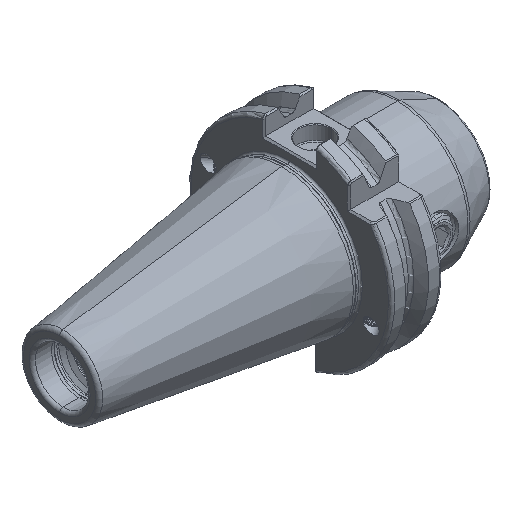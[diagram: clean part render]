
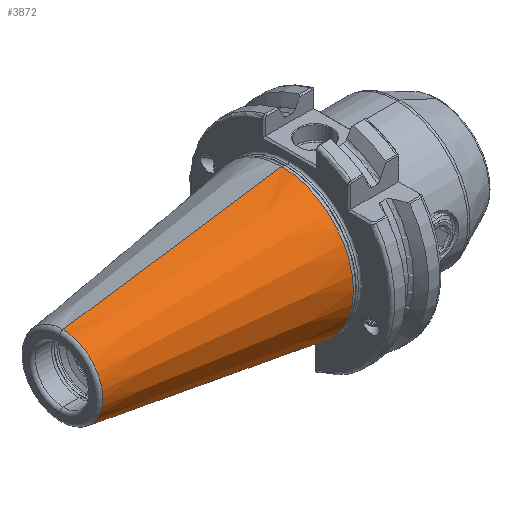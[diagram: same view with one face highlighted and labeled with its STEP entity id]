
A CAD part, isometric view. The second image highlights one B-rep face of the part: STEP entity #3872.
In plain terms, the highlighted conical face has half-angle 8.297 degrees and reference radius 22.692 mm.
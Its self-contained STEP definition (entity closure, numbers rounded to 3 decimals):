
#1220 = ORIENTED_EDGE ( 'NONE', *, *, #8399, .F. ) ;
#1227 = ORIENTED_EDGE ( 'NONE', *, *, #4953, .T. ) ;
#1240 = ORIENTED_EDGE ( 'NONE', *, *, #8515, .T. ) ;
#1259 = ORIENTED_EDGE ( 'NONE', *, *, #4975, .F. ) ;
#1615 = CIRCLE ( 'NONE', #11386, 12.4 ) ;
#1767 = DIRECTION ( 'NONE',  ( 1., 0., 0. ) ) ;
#1778 = DIRECTION ( 'NONE',  ( 0., 0., -1. ) ) ;
#1807 = CARTESIAN_POINT ( 'NONE',  ( -2.5, 0., 0. ) ) ;
#2293 = CARTESIAN_POINT ( 'NONE',  ( -2.5, 0., 22.327 ) ) ;
#2300 = CARTESIAN_POINT ( 'NONE',  ( -70.573, 0., 12.4 ) ) ;
#2398 = CARTESIAN_POINT ( 'NONE',  ( -2.5, 0., -22.327 ) ) ;
#2492 = CARTESIAN_POINT ( 'NONE',  ( -70.573, 0., -12.4 ) ) ;
#3872 = ADVANCED_FACE ( 'NONE', ( #13090 ), #13059, .T. ) ;
#4622 = EDGE_LOOP ( 'NONE', ( #1259, #1240, #1227, #1220 ) ) ;
#4953 = EDGE_CURVE ( 'NONE', #13540, #13572, #7937, .T. ) ;
#4975 = EDGE_CURVE ( 'NONE', #13528, #13494, #7943, .T. ) ;
#7695 = CIRCLE ( 'NONE', #11329, 22.327 ) ;
#7923 = VECTOR ( 'NONE', #17910, 1000. ) ;
#7937 = LINE ( 'NONE', #18706, #7956 ) ;
#7943 = LINE ( 'NONE', #17881, #7923 ) ;
#7956 = VECTOR ( 'NONE', #17728, 1000. ) ;
#8399 = EDGE_CURVE ( 'NONE', #13494, #13572, #7695, .T. ) ;
#8515 = EDGE_CURVE ( 'NONE', #13528, #13540, #1615, .T. ) ;
#8957 = AXIS2_PLACEMENT_3D ( 'NONE', #10803, #10796, #10807 ) ;
#10796 = DIRECTION ( 'NONE',  ( 1., 0., 0. ) ) ;
#10803 = CARTESIAN_POINT ( 'NONE',  ( 0., 0., 0. ) ) ;
#10807 = DIRECTION ( 'NONE',  ( 0., 0., -1. ) ) ;
#11329 = AXIS2_PLACEMENT_3D ( 'NONE', #1807, #1767, #1778 ) ;
#11386 = AXIS2_PLACEMENT_3D ( 'NONE', #22852, #22889, #22882 ) ;
#13059 = CONICAL_SURFACE ( 'NONE', #8957, 22.692, 0.145 ) ;
#13090 = FACE_OUTER_BOUND ( 'NONE', #4622, .T. ) ;
#13494 = VERTEX_POINT ( 'NONE', #2293 ) ;
#13528 = VERTEX_POINT ( 'NONE', #2300 ) ;
#13540 = VERTEX_POINT ( 'NONE', #2492 ) ;
#13572 = VERTEX_POINT ( 'NONE', #2398 ) ;
#17728 = DIRECTION ( 'NONE',  ( 0.99, 0., -0.144 ) ) ;
#17881 = CARTESIAN_POINT ( 'NONE',  ( 0., 0., 22.692 ) ) ;
#17910 = DIRECTION ( 'NONE',  ( 0.99, 0., 0.144 ) ) ;
#18706 = CARTESIAN_POINT ( 'NONE',  ( 0., 0., -22.692 ) ) ;
#22852 = CARTESIAN_POINT ( 'NONE',  ( -70.573, 0., 0. ) ) ;
#22882 = DIRECTION ( 'NONE',  ( 0., 0., 1. ) ) ;
#22889 = DIRECTION ( 'NONE',  ( 1., 0., 0. ) ) ;
